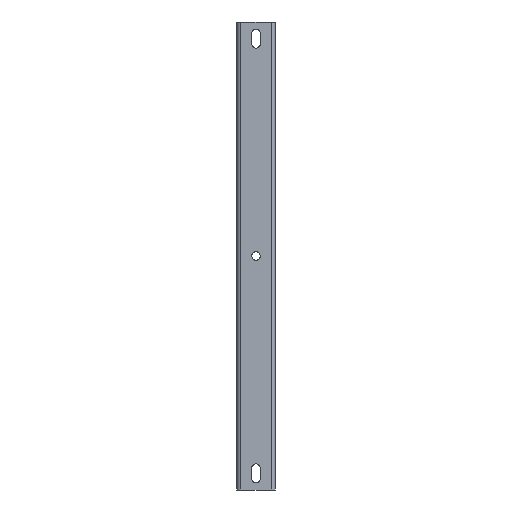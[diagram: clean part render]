
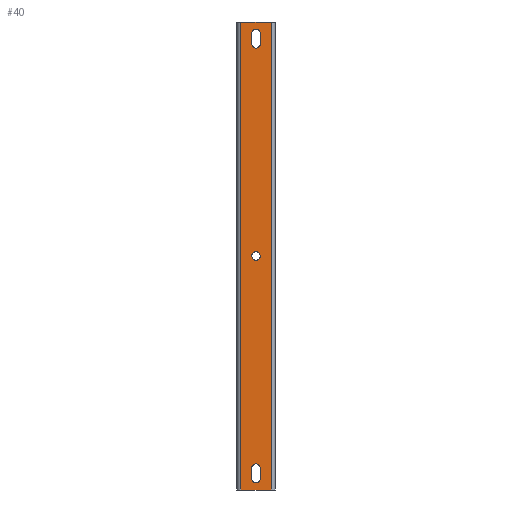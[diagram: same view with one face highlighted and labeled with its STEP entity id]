
A CAD part, front view. The second image highlights one B-rep face of the part: STEP entity #40.
In plain terms, the highlighted free-form (B-spline) face has degree [2, 1] with [3, 2] control points.
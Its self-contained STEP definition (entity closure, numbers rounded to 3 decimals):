
#17=FACE_BOUND('',#124,.T.);
#18=FACE_BOUND('',#125,.T.);
#19=FACE_BOUND('',#126,.T.);
#40=ADVANCED_FACE('',(#80,#17,#18,#19),#700,.T.);
#80=FACE_OUTER_BOUND('',#123,.T.);
#123=EDGE_LOOP('',(#236,#237,#238,#239));
#124=EDGE_LOOP('',(#240,#241,#242,#243));
#125=EDGE_LOOP('',(#244,#245,#246,#247));
#126=EDGE_LOOP('',(#248,#249));
#236=ORIENTED_EDGE('',*,*,#435,.T.);
#237=ORIENTED_EDGE('',*,*,#436,.T.);
#238=ORIENTED_EDGE('',*,*,#437,.F.);
#239=ORIENTED_EDGE('',*,*,#433,.F.);
#240=ORIENTED_EDGE('',*,*,#465,.T.);
#241=ORIENTED_EDGE('',*,*,#464,.T.);
#242=ORIENTED_EDGE('',*,*,#463,.T.);
#243=ORIENTED_EDGE('',*,*,#462,.T.);
#244=ORIENTED_EDGE('',*,*,#477,.T.);
#245=ORIENTED_EDGE('',*,*,#476,.T.);
#246=ORIENTED_EDGE('',*,*,#475,.T.);
#247=ORIENTED_EDGE('',*,*,#474,.T.);
#248=ORIENTED_EDGE('',*,*,#483,.T.);
#249=ORIENTED_EDGE('',*,*,#487,.T.);
#433=EDGE_CURVE('',#642,#643,#547,.T.);
#435=EDGE_CURVE('',#642,#644,#549,.T.);
#436=EDGE_CURVE('',#644,#645,#550,.T.);
#437=EDGE_CURVE('',#643,#645,#551,.T.);
#462=EDGE_CURVE('',#662,#663,#576,.T.);
#463=EDGE_CURVE('',#664,#662,#577,.T.);
#464=EDGE_CURVE('',#665,#664,#578,.T.);
#465=EDGE_CURVE('',#663,#665,#579,.T.);
#474=EDGE_CURVE('',#670,#671,#588,.T.);
#475=EDGE_CURVE('',#672,#670,#589,.T.);
#476=EDGE_CURVE('',#673,#672,#590,.T.);
#477=EDGE_CURVE('',#671,#673,#591,.T.);
#483=EDGE_CURVE('',#675,#677,#597,.T.);
#487=EDGE_CURVE('',#677,#675,#601,.T.);
#547=(
BOUNDED_CURVE()
B_SPLINE_CURVE(1,(#1303,#1304),.UNSPECIFIED.,.F.,.F.)
B_SPLINE_CURVE_WITH_KNOTS((2,2),(0.,492.),.UNSPECIFIED.)
CURVE()
GEOMETRIC_REPRESENTATION_ITEM()
RATIONAL_B_SPLINE_CURVE((1.,1.))
REPRESENTATION_ITEM('')
);
#549=(
BOUNDED_CURVE()
B_SPLINE_CURVE(2,(#1308,#1309,#1310),.UNSPECIFIED.,.F.,.F.)
B_SPLINE_CURVE_WITH_KNOTS((3,3),(-234.265,-202.265),
 .UNSPECIFIED.)
CURVE()
GEOMETRIC_REPRESENTATION_ITEM()
RATIONAL_B_SPLINE_CURVE((1.,1.,1.))
REPRESENTATION_ITEM('')
);
#550=(
BOUNDED_CURVE()
B_SPLINE_CURVE(1,(#1311,#1312),.UNSPECIFIED.,.F.,.F.)
B_SPLINE_CURVE_WITH_KNOTS((2,2),(0.,492.),.UNSPECIFIED.)
CURVE()
GEOMETRIC_REPRESENTATION_ITEM()
RATIONAL_B_SPLINE_CURVE((1.,1.))
REPRESENTATION_ITEM('')
);
#551=(
BOUNDED_CURVE()
B_SPLINE_CURVE(2,(#1313,#1314,#1315),.UNSPECIFIED.,.F.,.F.)
B_SPLINE_CURVE_WITH_KNOTS((3,3),(-234.265,-202.265),
 .UNSPECIFIED.)
CURVE()
GEOMETRIC_REPRESENTATION_ITEM()
RATIONAL_B_SPLINE_CURVE((1.,1.,1.))
REPRESENTATION_ITEM('')
);
#576=(
BOUNDED_CURVE()
B_SPLINE_CURVE(2,(#1386,#1387,#1388),.UNSPECIFIED.,.F.,.F.)
B_SPLINE_CURVE_WITH_KNOTS((3,3),(39.274,50.274),
 .UNSPECIFIED.)
CURVE()
GEOMETRIC_REPRESENTATION_ITEM()
RATIONAL_B_SPLINE_CURVE((1.,1.,1.))
REPRESENTATION_ITEM('')
);
#577=(
BOUNDED_CURVE()
B_SPLINE_CURVE(2,(#1389,#1390,#1391,#1392,#1393),.UNSPECIFIED.,.F.,.F.)
B_SPLINE_CURVE_WITH_KNOTS((3,2,3),(25.137,32.206,39.274),
 .UNSPECIFIED.)
CURVE()
GEOMETRIC_REPRESENTATION_ITEM()
RATIONAL_B_SPLINE_CURVE((1.,0.707,1.,0.707,1.))
REPRESENTATION_ITEM('')
);
#578=(
BOUNDED_CURVE()
B_SPLINE_CURVE(2,(#1394,#1395,#1396),.UNSPECIFIED.,.F.,.F.)
B_SPLINE_CURVE_WITH_KNOTS((3,3),(14.137,25.137),
 .UNSPECIFIED.)
CURVE()
GEOMETRIC_REPRESENTATION_ITEM()
RATIONAL_B_SPLINE_CURVE((1.,1.,1.))
REPRESENTATION_ITEM('')
);
#579=(
BOUNDED_CURVE()
B_SPLINE_CURVE(2,(#1397,#1398,#1399,#1400,#1401),.UNSPECIFIED.,.F.,.F.)
B_SPLINE_CURVE_WITH_KNOTS((3,2,3),(0.,7.069,14.137),
 .UNSPECIFIED.)
CURVE()
GEOMETRIC_REPRESENTATION_ITEM()
RATIONAL_B_SPLINE_CURVE((1.,0.707,1.,0.707,1.))
REPRESENTATION_ITEM('')
);
#588=(
BOUNDED_CURVE()
B_SPLINE_CURVE(2,(#1426,#1427,#1428,#1429,#1430),.UNSPECIFIED.,.F.,.F.)
B_SPLINE_CURVE_WITH_KNOTS((3,2,3),(-14.137,-7.069,
0.),.UNSPECIFIED.)
CURVE()
GEOMETRIC_REPRESENTATION_ITEM()
RATIONAL_B_SPLINE_CURVE((1.,0.707,1.,0.707,1.))
REPRESENTATION_ITEM('')
);
#589=(
BOUNDED_CURVE()
B_SPLINE_CURVE(2,(#1431,#1432,#1433),.UNSPECIFIED.,.F.,.F.)
B_SPLINE_CURVE_WITH_KNOTS((3,3),(-25.137,-14.137),
 .UNSPECIFIED.)
CURVE()
GEOMETRIC_REPRESENTATION_ITEM()
RATIONAL_B_SPLINE_CURVE((1.,1.,1.))
REPRESENTATION_ITEM('')
);
#590=(
BOUNDED_CURVE()
B_SPLINE_CURVE(2,(#1434,#1435,#1436,#1437,#1438),.UNSPECIFIED.,.F.,.F.)
B_SPLINE_CURVE_WITH_KNOTS((3,2,3),(-39.274,-32.206,
-25.137),.UNSPECIFIED.)
CURVE()
GEOMETRIC_REPRESENTATION_ITEM()
RATIONAL_B_SPLINE_CURVE((1.,0.707,1.,0.707,1.))
REPRESENTATION_ITEM('')
);
#591=(
BOUNDED_CURVE()
B_SPLINE_CURVE(2,(#1439,#1440,#1441),.UNSPECIFIED.,.F.,.F.)
B_SPLINE_CURVE_WITH_KNOTS((3,3),(-50.274,-39.274),
 .UNSPECIFIED.)
CURVE()
GEOMETRIC_REPRESENTATION_ITEM()
RATIONAL_B_SPLINE_CURVE((1.,1.,1.))
REPRESENTATION_ITEM('')
);
#597=(
BOUNDED_CURVE()
B_SPLINE_CURVE(2,(#1455,#1456,#1457,#1458,#1459),.UNSPECIFIED.,.F.,.F.)
B_SPLINE_CURVE_WITH_KNOTS((3,2,3),(-28.274,-21.206,
-14.137),.UNSPECIFIED.)
CURVE()
GEOMETRIC_REPRESENTATION_ITEM()
RATIONAL_B_SPLINE_CURVE((1.,0.707,1.,0.707,1.))
REPRESENTATION_ITEM('')
);
#601=(
BOUNDED_CURVE()
B_SPLINE_CURVE(2,(#1469,#1470,#1471,#1472,#1473),.UNSPECIFIED.,.F.,.F.)
B_SPLINE_CURVE_WITH_KNOTS((3,2,3),(-14.137,-7.069,
0.),.UNSPECIFIED.)
CURVE()
GEOMETRIC_REPRESENTATION_ITEM()
RATIONAL_B_SPLINE_CURVE((1.,0.707,1.,0.707,1.))
REPRESENTATION_ITEM('')
);
#642=VERTEX_POINT('',#1110);
#643=VERTEX_POINT('',#1111);
#644=VERTEX_POINT('',#1112);
#645=VERTEX_POINT('',#1113);
#662=VERTEX_POINT('',#1130);
#663=VERTEX_POINT('',#1131);
#664=VERTEX_POINT('',#1132);
#665=VERTEX_POINT('',#1133);
#670=VERTEX_POINT('',#1138);
#671=VERTEX_POINT('',#1139);
#672=VERTEX_POINT('',#1140);
#673=VERTEX_POINT('',#1141);
#675=VERTEX_POINT('',#1143);
#677=VERTEX_POINT('',#1145);
#700=(
BOUNDED_SURFACE()
B_SPLINE_SURFACE(2,1,((#936,#937),(#938,#939),(#940,#941)),
 .UNSPECIFIED.,.F.,.F.,.F.)
B_SPLINE_SURFACE_WITH_KNOTS((3,3),(2,2),(-234.265,-202.265),
(0.,492.),.UNSPECIFIED.)
GEOMETRIC_REPRESENTATION_ITEM()
RATIONAL_B_SPLINE_SURFACE(((1.,1.),(1.,1.),(1.,1.)))
REPRESENTATION_ITEM('')
SURFACE()
);
#936=CARTESIAN_POINT('',(-16.,0.,0.));
#937=CARTESIAN_POINT('',(-16.,0.,492.));
#938=CARTESIAN_POINT('',(0.,0.,0.));
#939=CARTESIAN_POINT('',(0.,0.,492.));
#940=CARTESIAN_POINT('',(16.,0.,0.));
#941=CARTESIAN_POINT('',(16.,0.,492.));
#1110=CARTESIAN_POINT('',(-16.,0.,0.));
#1111=CARTESIAN_POINT('',(-16.,0.,492.));
#1112=CARTESIAN_POINT('',(16.,0.,0.));
#1113=CARTESIAN_POINT('',(16.,0.,492.));
#1130=CARTESIAN_POINT('',(4.5,0.,23.));
#1131=CARTESIAN_POINT('',(4.5,0.,12.));
#1132=CARTESIAN_POINT('',(-4.5,0.,23.));
#1133=CARTESIAN_POINT('',(-4.5,0.,12.));
#1138=CARTESIAN_POINT('',(-4.5,0.,480.));
#1139=CARTESIAN_POINT('',(4.5,0.,480.));
#1140=CARTESIAN_POINT('',(-4.5,0.,469.));
#1141=CARTESIAN_POINT('',(4.5,0.,469.));
#1143=CARTESIAN_POINT('',(4.5,0.,246.));
#1145=CARTESIAN_POINT('',(-4.5,0.,246.));
#1303=CARTESIAN_POINT('',(-16.,0.,0.));
#1304=CARTESIAN_POINT('',(-16.,0.,492.));
#1308=CARTESIAN_POINT('',(-16.,0.,0.));
#1309=CARTESIAN_POINT('',(0.,0.,0.));
#1310=CARTESIAN_POINT('',(16.,0.,0.));
#1311=CARTESIAN_POINT('',(16.,0.,0.));
#1312=CARTESIAN_POINT('',(16.,0.,492.));
#1313=CARTESIAN_POINT('',(-16.,0.,492.));
#1314=CARTESIAN_POINT('',(0.,0.,492.));
#1315=CARTESIAN_POINT('',(16.,0.,492.));
#1386=CARTESIAN_POINT('',(4.5,0.,23.));
#1387=CARTESIAN_POINT('',(4.5,0.,17.5));
#1388=CARTESIAN_POINT('',(4.5,0.,12.));
#1389=CARTESIAN_POINT('',(-4.5,0.,23.));
#1390=CARTESIAN_POINT('',(-4.5,0.,27.5));
#1391=CARTESIAN_POINT('',(0.,0.,27.5));
#1392=CARTESIAN_POINT('',(4.5,0.,27.5));
#1393=CARTESIAN_POINT('',(4.5,0.,23.));
#1394=CARTESIAN_POINT('',(-4.5,0.,12.));
#1395=CARTESIAN_POINT('',(-4.5,0.,17.5));
#1396=CARTESIAN_POINT('',(-4.5,0.,23.));
#1397=CARTESIAN_POINT('',(4.5,0.,12.));
#1398=CARTESIAN_POINT('',(4.5,0.,7.5));
#1399=CARTESIAN_POINT('',(0.,0.,7.5));
#1400=CARTESIAN_POINT('',(-4.5,0.,7.5));
#1401=CARTESIAN_POINT('',(-4.5,0.,12.));
#1426=CARTESIAN_POINT('',(-4.5,0.,480.));
#1427=CARTESIAN_POINT('',(-4.5,0.,484.5));
#1428=CARTESIAN_POINT('',(0.,0.,484.5));
#1429=CARTESIAN_POINT('',(4.5,0.,484.5));
#1430=CARTESIAN_POINT('',(4.5,0.,480.));
#1431=CARTESIAN_POINT('',(-4.5,0.,469.));
#1432=CARTESIAN_POINT('',(-4.5,0.,474.5));
#1433=CARTESIAN_POINT('',(-4.5,0.,480.));
#1434=CARTESIAN_POINT('',(4.5,0.,469.));
#1435=CARTESIAN_POINT('',(4.5,0.,464.5));
#1436=CARTESIAN_POINT('',(0.,0.,464.5));
#1437=CARTESIAN_POINT('',(-4.5,0.,464.5));
#1438=CARTESIAN_POINT('',(-4.5,0.,469.));
#1439=CARTESIAN_POINT('',(4.5,0.,480.));
#1440=CARTESIAN_POINT('',(4.5,0.,474.5));
#1441=CARTESIAN_POINT('',(4.5,0.,469.));
#1455=CARTESIAN_POINT('',(4.5,0.,246.));
#1456=CARTESIAN_POINT('',(4.5,0.,241.5));
#1457=CARTESIAN_POINT('',(0.,0.,241.5));
#1458=CARTESIAN_POINT('',(-4.5,0.,241.5));
#1459=CARTESIAN_POINT('',(-4.5,0.,246.));
#1469=CARTESIAN_POINT('',(-4.5,0.,246.));
#1470=CARTESIAN_POINT('',(-4.5,0.,250.5));
#1471=CARTESIAN_POINT('',(0.,0.,250.5));
#1472=CARTESIAN_POINT('',(4.5,0.,250.5));
#1473=CARTESIAN_POINT('',(4.5,0.,246.));
